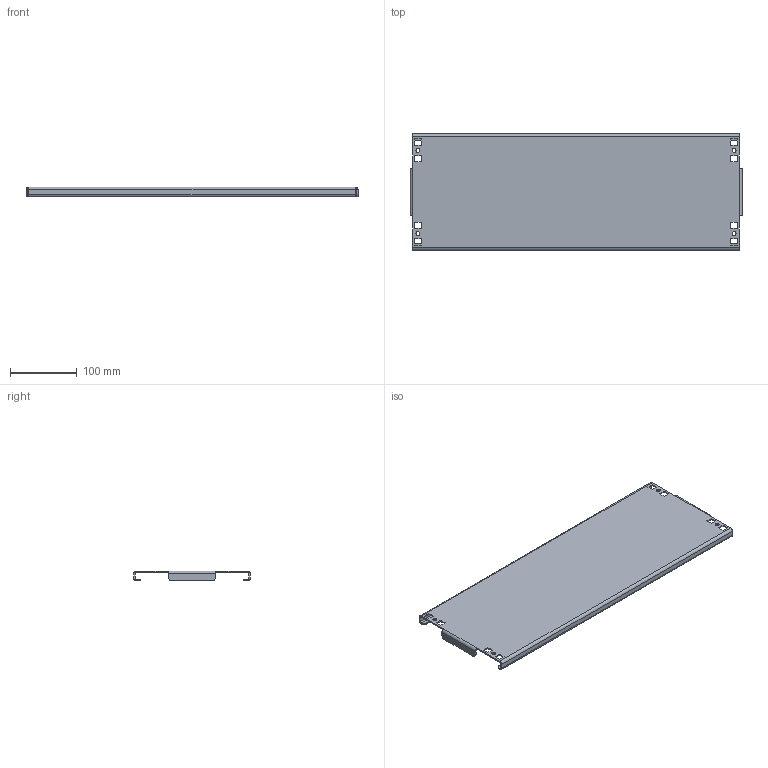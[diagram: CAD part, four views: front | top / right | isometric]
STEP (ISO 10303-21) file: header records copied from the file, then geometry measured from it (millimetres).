
FILE_DESCRIPTION (( 'STEP AP214' ), '1' );
FILE_NAME ('946.617.STEP', '2024-10-03T07:09:34', ( '' ), ( '' ), 'SwSTEP 2.0', 'SolidWorks 2021', '' );
FILE_SCHEMA (( 'AUTOMOTIVE_DESIGN' ));
Length unit declared in the file: millimetre
Products named in the file (1): 946.617
Bounding box: 499 x 175 x 15 mm (x, y, z)
Volume: 210704.8 mm3; surface area: 214359.5 mm2
Topology: 1 solids, 1 shells, 98 faces, 248 edges, 152 vertices
Faces by surface type: plane 70, cylinder 28
Entity records: 2970 total; most frequent: DIRECTION 502, CARTESIAN_POINT 499, ORIENTED_EDGE 496, EDGE_CURVE 248, VECTOR 192, LINE 192, AXIS2_PLACEMENT_3D 155, VERTEX_POINT 152
